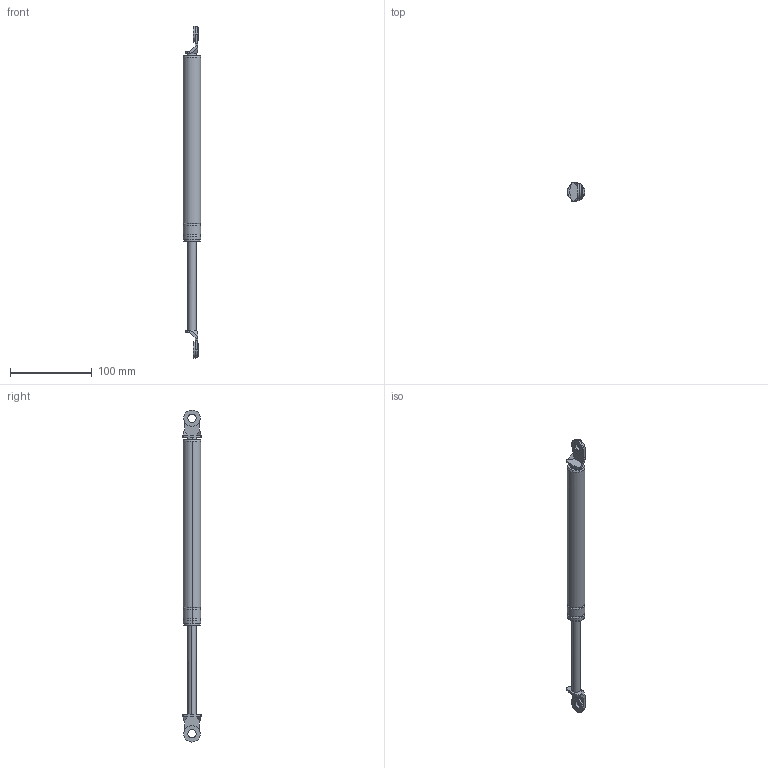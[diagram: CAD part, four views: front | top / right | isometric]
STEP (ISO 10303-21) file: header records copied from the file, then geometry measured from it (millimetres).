
FILE_DESCRIPTION( (''), '2;1');
FILE_NAME ('PC50.23104.TM_150_100_40_8076.stp','2020-10-26T15:33:21',(''),(''),'spGate 16.7.1','','');
FILE_SCHEMA (('AUTOMOTIVE_DESIGN'));
Length unit declared in the file: millimetre
Products named in the file (5): Assembly; washer_1; washer_2; body; body_div
Assembly tree (6 placements, depth 2):
  Assembly
    washer_1  x2
    washer_2  x2
    body
    body_div
Bounding box: 22 x 23 x 406 mm (x, y, z)
Volume: 100037.8 mm3; surface area: 25497.4 mm2
Topology: 6 solids, 6 shells, 92 faces, 216 edges, 138 vertices
Faces by surface type: cylinder 42, plane 40, bspline 10
Entity records: 4218 total; most frequent: CARTESIAN_POINT 676, DIRECTION 394, ORIENTED_EDGE 384, COLOUR_RGB 276, PRESENTATION_STYLE_ASSIGNMENT 276, STYLED_ITEM 276, EDGE_CURVE 192, DRAUGHTING_PRE_DEFINED_CURVE_FONT 192
